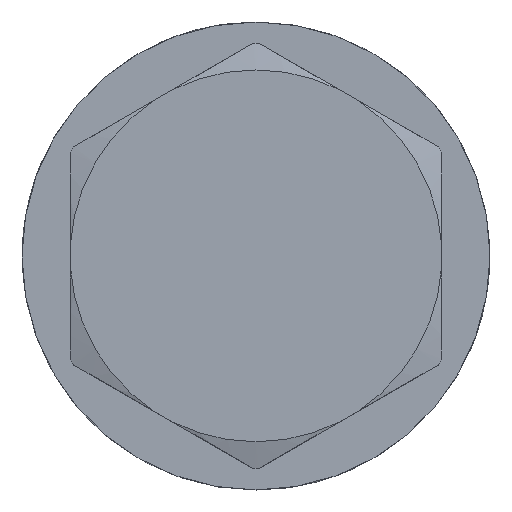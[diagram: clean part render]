
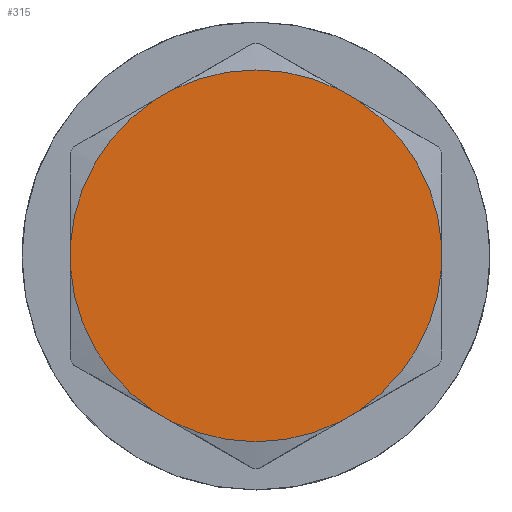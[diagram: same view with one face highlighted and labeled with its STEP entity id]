
A CAD part, top view. The second image highlights one B-rep face of the part: STEP entity #315.
In plain terms, the highlighted planar face has unit normal (0, 0, 1).
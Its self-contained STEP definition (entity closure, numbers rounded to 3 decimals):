
#215=AXIS2_PLACEMENT_3D('Plane Axis2P3D',#212,#213,#214) ;
#228=AXIS2_PLACEMENT_3D('Circle Axis2P3D',#226,#227,$) ;
#242=AXIS2_PLACEMENT_3D('Circle Axis2P3D',#240,#241,$) ;
#256=AXIS2_PLACEMENT_3D('Circle Axis2P3D',#254,#255,$) ;
#270=AXIS2_PLACEMENT_3D('Circle Axis2P3D',#268,#269,$) ;
#284=AXIS2_PLACEMENT_3D('Circle Axis2P3D',#282,#283,$) ;
#298=AXIS2_PLACEMENT_3D('Circle Axis2P3D',#296,#297,$) ;
#212=CARTESIAN_POINT('Axis2P3D Location',(7.018,13.562,22.8)) ;
#217=CARTESIAN_POINT('Line Origine',(31.423,7.046,22.8)) ;
#221=CARTESIAN_POINT('Vertex',(30.504,6.515,22.8)) ;
#223=CARTESIAN_POINT('Vertex',(32.341,7.576,22.8)) ;
#226=CARTESIAN_POINT('Axis2P3D Location',(22.5,22.5,22.8)) ;
#230=CARTESIAN_POINT('Vertex',(40.345,21.439,22.8)) ;
#233=CARTESIAN_POINT('Line Origine',(40.345,22.5,22.8)) ;
#237=CARTESIAN_POINT('Vertex',(40.345,23.561,22.8)) ;
#240=CARTESIAN_POINT('Axis2P3D Location',(22.5,22.5,22.8)) ;
#244=CARTESIAN_POINT('Vertex',(32.341,37.424,22.8)) ;
#247=CARTESIAN_POINT('Line Origine',(31.423,37.954,22.8)) ;
#251=CARTESIAN_POINT('Vertex',(30.504,38.485,22.8)) ;
#254=CARTESIAN_POINT('Axis2P3D Location',(22.5,22.5,22.8)) ;
#258=CARTESIAN_POINT('Vertex',(14.496,38.485,22.8)) ;
#261=CARTESIAN_POINT('Line Origine',(13.578,37.954,22.8)) ;
#265=CARTESIAN_POINT('Vertex',(12.659,37.424,22.8)) ;
#268=CARTESIAN_POINT('Axis2P3D Location',(22.5,22.5,22.8)) ;
#272=CARTESIAN_POINT('Vertex',(4.655,23.561,22.8)) ;
#275=CARTESIAN_POINT('Line Origine',(4.655,22.5,22.8)) ;
#279=CARTESIAN_POINT('Vertex',(4.655,21.439,22.8)) ;
#282=CARTESIAN_POINT('Axis2P3D Location',(22.5,22.5,22.8)) ;
#286=CARTESIAN_POINT('Vertex',(12.659,7.576,22.8)) ;
#289=CARTESIAN_POINT('Line Origine',(13.578,7.046,22.8)) ;
#293=CARTESIAN_POINT('Vertex',(14.496,6.515,22.8)) ;
#296=CARTESIAN_POINT('Axis2P3D Location',(22.5,22.5,22.8)) ;
#213=DIRECTION('Axis2P3D Direction',(0.,0.,1.)) ;
#214=DIRECTION('Axis2P3D XDirection',(0.,-1.,0.)) ;
#218=DIRECTION('Vector Direction',(-0.866,-0.5,0.)) ;
#227=DIRECTION('Axis2P3D Direction',(0.,0.,1.)) ;
#234=DIRECTION('Vector Direction',(0.,-1.,0.)) ;
#241=DIRECTION('Axis2P3D Direction',(0.,0.,1.)) ;
#248=DIRECTION('Vector Direction',(0.866,-0.5,0.)) ;
#255=DIRECTION('Axis2P3D Direction',(0.,0.,1.)) ;
#262=DIRECTION('Vector Direction',(0.866,0.5,0.)) ;
#269=DIRECTION('Axis2P3D Direction',(0.,0.,1.)) ;
#276=DIRECTION('Vector Direction',(0.,1.,0.)) ;
#283=DIRECTION('Axis2P3D Direction',(0.,0.,1.)) ;
#290=DIRECTION('Vector Direction',(-0.866,0.5,0.)) ;
#297=DIRECTION('Axis2P3D Direction',(0.,0.,1.)) ;
#219=VECTOR('Line Direction',#218,1.) ;
#235=VECTOR('Line Direction',#234,1.) ;
#249=VECTOR('Line Direction',#248,1.) ;
#263=VECTOR('Line Direction',#262,1.) ;
#277=VECTOR('Line Direction',#276,1.) ;
#291=VECTOR('Line Direction',#290,1.) ;
#302=ORIENTED_EDGE('',*,*,#225,.T.) ;
#303=ORIENTED_EDGE('',*,*,#232,.T.) ;
#304=ORIENTED_EDGE('',*,*,#239,.T.) ;
#305=ORIENTED_EDGE('',*,*,#246,.T.) ;
#306=ORIENTED_EDGE('',*,*,#253,.T.) ;
#307=ORIENTED_EDGE('',*,*,#260,.T.) ;
#308=ORIENTED_EDGE('',*,*,#267,.T.) ;
#309=ORIENTED_EDGE('',*,*,#274,.T.) ;
#310=ORIENTED_EDGE('',*,*,#281,.T.) ;
#311=ORIENTED_EDGE('',*,*,#288,.T.) ;
#312=ORIENTED_EDGE('',*,*,#295,.T.) ;
#313=ORIENTED_EDGE('',*,*,#300,.T.) ;
#315=ADVANCED_FACE('Hauptk\X2\00F6\X0\rper',(#314),#216,.T.) ;
#229=CIRCLE('generated circle',#228,17.877) ;
#243=CIRCLE('generated circle',#242,17.877) ;
#257=CIRCLE('generated circle',#256,17.877) ;
#271=CIRCLE('generated circle',#270,17.877) ;
#285=CIRCLE('generated circle',#284,17.877) ;
#299=CIRCLE('generated circle',#298,17.877) ;
#225=EDGE_CURVE('',#222,#224,#220,.F.) ;
#232=EDGE_CURVE('',#224,#231,#229,.T.) ;
#239=EDGE_CURVE('',#231,#238,#236,.F.) ;
#246=EDGE_CURVE('',#238,#245,#243,.T.) ;
#253=EDGE_CURVE('',#245,#252,#250,.F.) ;
#260=EDGE_CURVE('',#252,#259,#257,.T.) ;
#267=EDGE_CURVE('',#259,#266,#264,.F.) ;
#274=EDGE_CURVE('',#266,#273,#271,.T.) ;
#281=EDGE_CURVE('',#273,#280,#278,.F.) ;
#288=EDGE_CURVE('',#280,#287,#285,.T.) ;
#295=EDGE_CURVE('',#287,#294,#292,.F.) ;
#300=EDGE_CURVE('',#294,#222,#299,.T.) ;
#301=EDGE_LOOP('',(#302,#303,#304,#305,#306,#307,#308,#309,#310,#311,#312,#313)) ;
#314=FACE_OUTER_BOUND('',#301,.T.) ;
#220=LINE('Line',#217,#219) ;
#236=LINE('Line',#233,#235) ;
#250=LINE('Line',#247,#249) ;
#264=LINE('Line',#261,#263) ;
#278=LINE('Line',#275,#277) ;
#292=LINE('Line',#289,#291) ;
#216=PLANE('',#215) ;
#222=VERTEX_POINT('',#221) ;
#224=VERTEX_POINT('',#223) ;
#231=VERTEX_POINT('',#230) ;
#238=VERTEX_POINT('',#237) ;
#245=VERTEX_POINT('',#244) ;
#252=VERTEX_POINT('',#251) ;
#259=VERTEX_POINT('',#258) ;
#266=VERTEX_POINT('',#265) ;
#273=VERTEX_POINT('',#272) ;
#280=VERTEX_POINT('',#279) ;
#287=VERTEX_POINT('',#286) ;
#294=VERTEX_POINT('',#293) ;
